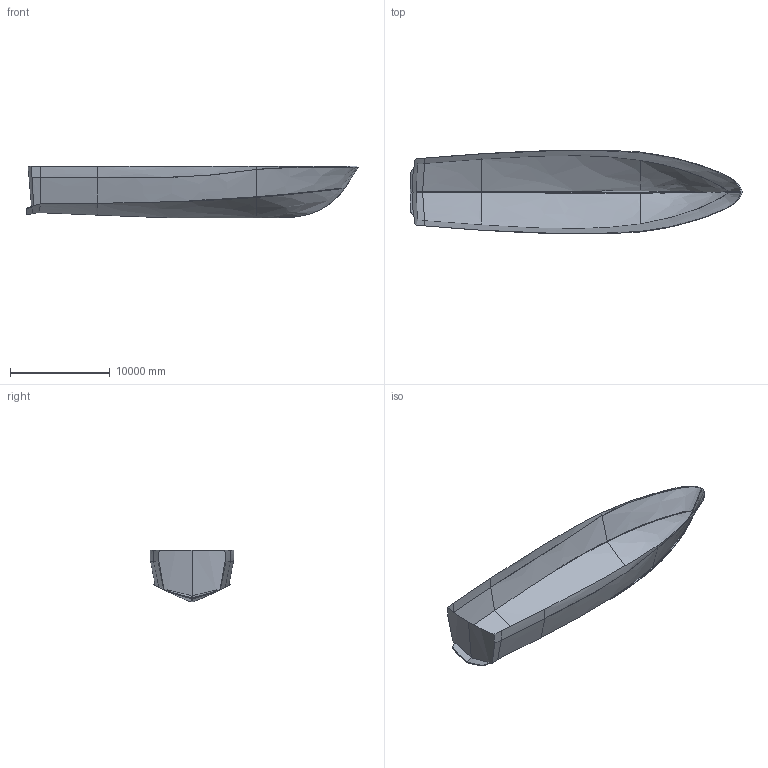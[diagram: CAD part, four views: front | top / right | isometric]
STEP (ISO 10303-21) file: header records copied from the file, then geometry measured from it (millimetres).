
FILE_DESCRIPTION(/* description */ (''),/* implementation_level */ '2;1');
FILE_NAME(/* name */ 'ORCA-hull_2D.step',/* time_stamp */ '2024-08-06T13:59:10-07:00',/* author */ (''),/* organization */ (''),/* preprocessor_version */ 'ST-DEVELOPER v20',/* originating_system */ 'Autodesk Translation Framework v13.14.0.145',/* authorisation */ '');
FILE_SCHEMA (('AUTOMOTIVE_DESIGN { 1 0 10303 214 3 1 1 }'));
Length unit declared in the file: metre
Products named in the file (2): ORCA-hull_2D_open; ORCA-hull
Assembly tree (1 placements, depth 2):
  ORCA-hull_2D_open
    ORCA-hull
Bounding box: 33208.54 x 8357.07 x 5189 mm (x, y, z)
Surface area: 480816546.9 mm2 (no closed solid volume)
Topology: 0 solids, 62 shells, 76 faces, 336 edges, 318 vertices
Faces by surface type: bspline 66, plane 10
Entity records: 22956 total; most frequent: CARTESIAN_POINT 20816, ORIENTED_EDGE 346, EDGE_CURVE 332, VERTEX_POINT 318, B_SPLINE_CURVE_WITH_KNOTS 220, DIRECTION 146, LINE 104, VECTOR 104
